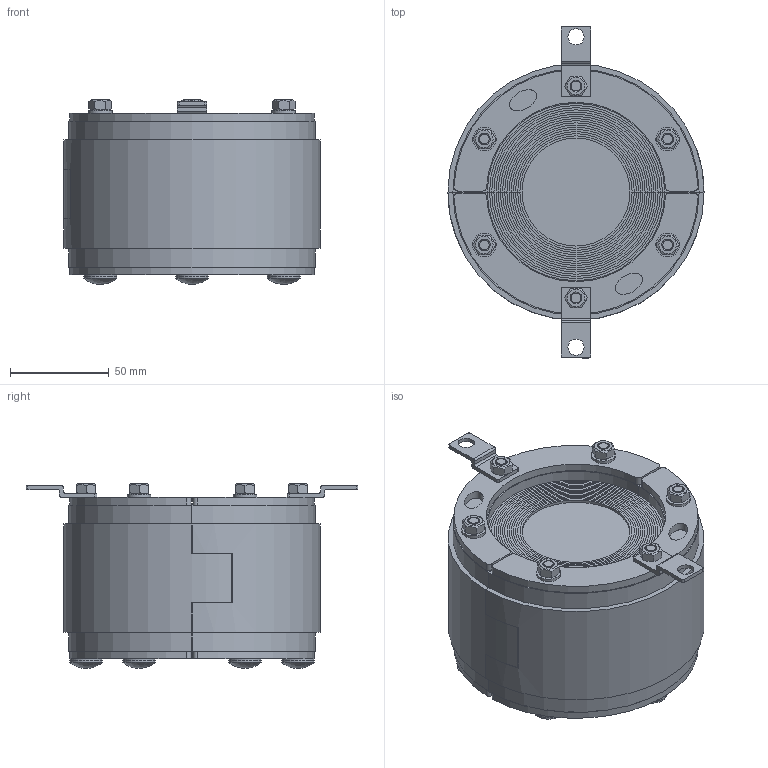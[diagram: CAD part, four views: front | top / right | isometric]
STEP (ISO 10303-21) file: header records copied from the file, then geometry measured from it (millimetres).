
FILE_DESCRIPTION(/* description */ ('Ø55 L=60'),/* implementation_level */ '2;1');
FILE_NAME(/* name */ 'RS_130_UG.stp',/* time_stamp */ '2018-06-26T14:02:19+02:00',/* author */ ('se-tontor'),/* organization */ (''),/* preprocessor_version */ 'ST-DEVELOPER v16.1',/* originating_system */ 'Autodesk Inventor 2016',/* authorisation */ '');
FILE_SCHEMA (('AUTOMOTIVE_DESIGN { 1 0 10303 214 3 1 1 }'));
Length unit declared in the file: millimetre
Products named in the file (12): 100-073888; 100-073146; 100-073144; 100-073145; 100-073143; 100-006387; 100-002308; 100-001226; 100-001213; 100-111082-130; 100-051209-01; 100-117724
Assembly tree (35 placements, depth 3):
  100-117724
    100-073888
    100-073146  x4
    100-073143  x2
      100-073144
      100-073145
    100-006387  x6
    100-002308  x4
    100-001226  x6
    100-001213  x6
    100-111082-130  x2
    100-051209-01  x2
Bounding box: 130 x 168.5 x 93.79 mm (x, y, z)
Volume: 941397.8 mm3; surface area: 657400.3 mm2
Topology: 65 solids, 65 shells, 1891 faces, 4871 edges, 3226 vertices
Faces by surface type: plane 1362, bspline 266, cylinder 203, cone 54, sphere 6
Full cylindrical faces by diameter (mm): 4.917 x6, 5.5 x6, 6 x6, 6.2 x2, 6.4 x4, 8.2 x2, 12 x4, 16.5 x6, 16.55 x6, 55 x1
Entity records: 27040 total; most frequent: CARTESIAN_POINT 6337, ORIENTED_EDGE 4406, DIRECTION 3648, EDGE_CURVE 2203, LINE 1726, VECTOR 1726, VERTEX_POINT 1474, AXIS2_PLACEMENT_3D 961
